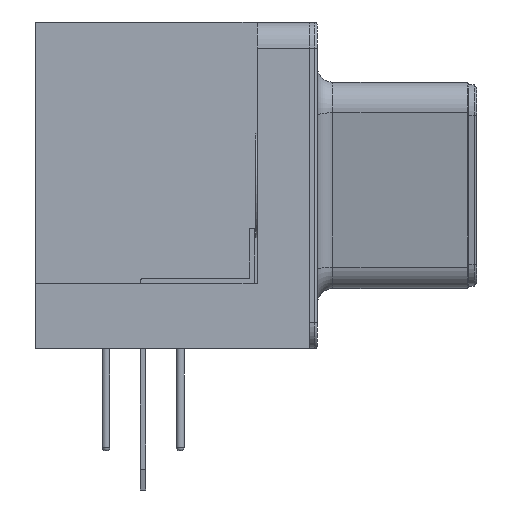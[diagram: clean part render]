
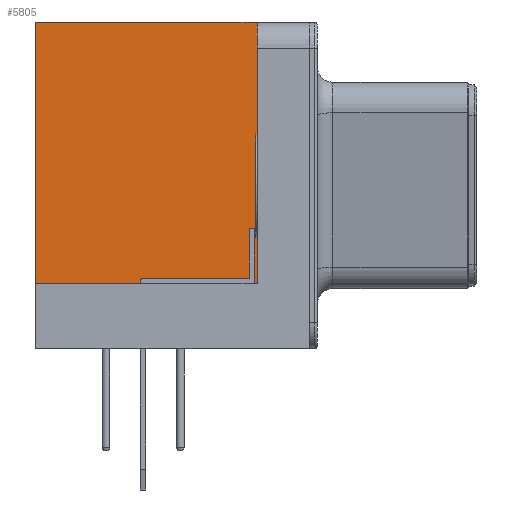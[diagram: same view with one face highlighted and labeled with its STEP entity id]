
A CAD part, left-side view. The second image highlights one B-rep face of the part: STEP entity #5805.
In plain terms, the highlighted planar face has unit normal (-1, 0, 0).
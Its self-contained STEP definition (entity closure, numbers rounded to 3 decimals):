
#4644 = VERTEX_POINT('',#4645);
#4645 = CARTESIAN_POINT('',(-37.67,2.7,12.5));
#4651 = EDGE_CURVE('',#4652,#4644,#4654,.T.);
#4652 = VERTEX_POINT('',#4653);
#4653 = CARTESIAN_POINT('',(-37.67,-5.78,12.5));
#4654 = LINE('',#4655,#4656);
#4655 = CARTESIAN_POINT('',(-37.67,-6.78,12.5));
#4656 = VECTOR('',#4657,1.);
#4657 = DIRECTION('',(0.,1.,0.));
#4748 = EDGE_CURVE('',#4749,#4644,#4751,.T.);
#4749 = VERTEX_POINT('',#4750);
#4750 = CARTESIAN_POINT('',(-37.67,2.7,2.5));
#4751 = LINE('',#4752,#4753);
#4752 = CARTESIAN_POINT('',(-37.67,2.7,4.375));
#4753 = VECTOR('',#4754,1.);
#4754 = DIRECTION('',(0.,0.,1.));
#5717 = VERTEX_POINT('',#5718);
#5718 = CARTESIAN_POINT('',(-37.67,-5.78,2.5));
#5724 = EDGE_CURVE('',#5717,#4652,#5725,.T.);
#5725 = LINE('',#5726,#5727);
#5726 = CARTESIAN_POINT('',(-37.67,-5.78,2.5));
#5727 = VECTOR('',#5728,1.);
#5728 = DIRECTION('',(0.,0.,1.));
#5754 = EDGE_CURVE('',#5717,#4749,#5755,.T.);
#5755 = LINE('',#5756,#5757);
#5756 = CARTESIAN_POINT('',(-37.67,-5.78,2.5));
#5757 = VECTOR('',#5758,1.);
#5758 = DIRECTION('',(0.,1.,0.));
#5805 = ADVANCED_FACE('',(#5806),#5812,.F.);
#5806 = FACE_BOUND('',#5807,.F.);
#5807 = EDGE_LOOP('',(#5808,#5809,#5810,#5811));
#5808 = ORIENTED_EDGE('',*,*,#5724,.F.);
#5809 = ORIENTED_EDGE('',*,*,#5754,.T.);
#5810 = ORIENTED_EDGE('',*,*,#4748,.T.);
#5811 = ORIENTED_EDGE('',*,*,#4651,.F.);
#5812 = PLANE('',#5813);
#5813 = AXIS2_PLACEMENT_3D('',#5814,#5815,#5816);
#5814 = CARTESIAN_POINT('',(-37.67,-5.78,2.5));
#5815 = DIRECTION('',(1.,0.,0.));
#5816 = DIRECTION('',(0.,0.,1.));
